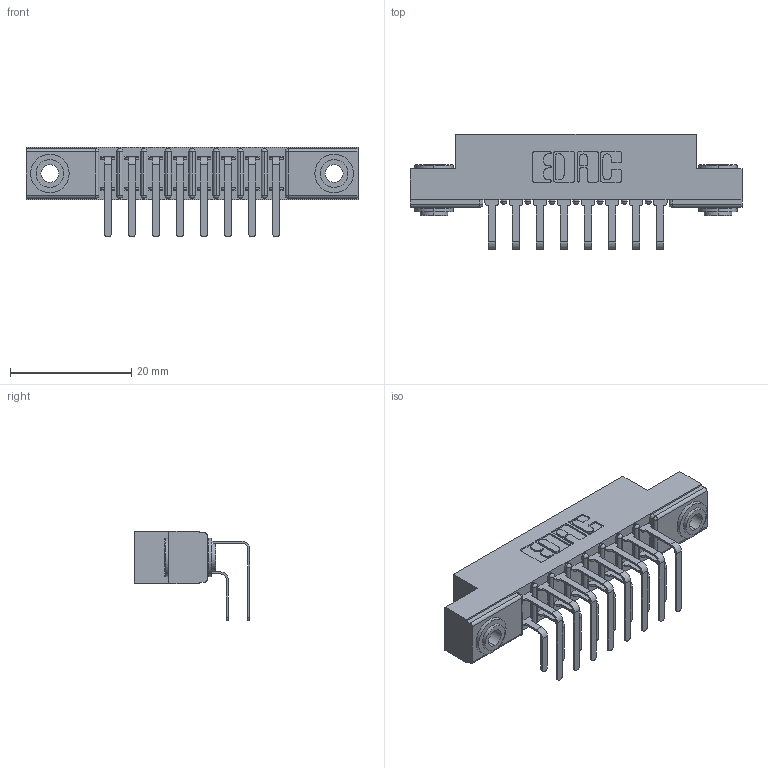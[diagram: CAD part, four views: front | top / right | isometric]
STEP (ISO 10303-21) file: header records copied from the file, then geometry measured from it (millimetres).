
FILE_DESCRIPTION (( 'STEP AP203' ), '1' );
FILE_NAME ('357-016-458-203.STEP', '2020-10-02T19:36:01', ( '' ), ( '' ), 'SwSTEP 2.0', 'SolidWorks 2020', '' );
FILE_SCHEMA (( 'CONFIG_CONTROL_DESIGN' ));
Length unit declared in the file: inch
Products named in the file (5): 307-290-001_558 559 - 1 (Single); 345-250-002_345-250-002-102; 357-016-458-203; 307 Part_.156 Dia Mounting Holes; 307-290-001_558 - 2 (Single)
Assembly tree (19 placements, depth 2):
  357-016-458-203
    307 Part_.156 Dia Mounting Holes
    307-290-001_558 559 - 1 (Single)  x8
    307-290-001_558 - 2 (Single)  x8
    345-250-002_345-250-002-102  x2
Bounding box: 54.71 x 18.96 x 14.81 mm (x, y, z)
Volume: 3652.5 mm3; surface area: 6367.8 mm2
Topology: 19 solids, 19 shells, 979 faces, 2707 edges, 1754 vertices
Faces by surface type: plane 622, cylinder 331, sphere 18, cone 8
Entity records: 13818 total; most frequent: CARTESIAN_POINT 2255, DIRECTION 2237, ORIENTED_EDGE 2222, EDGE_CURVE 1111, LINE 829, VECTOR 829, VERTEX_POINT 722, AXIS2_PLACEMENT_3D 704
